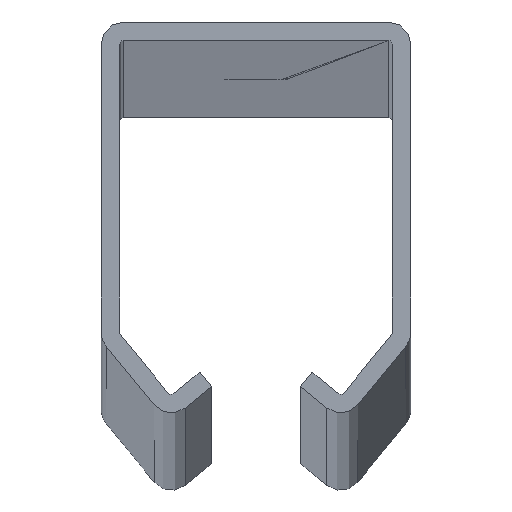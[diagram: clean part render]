
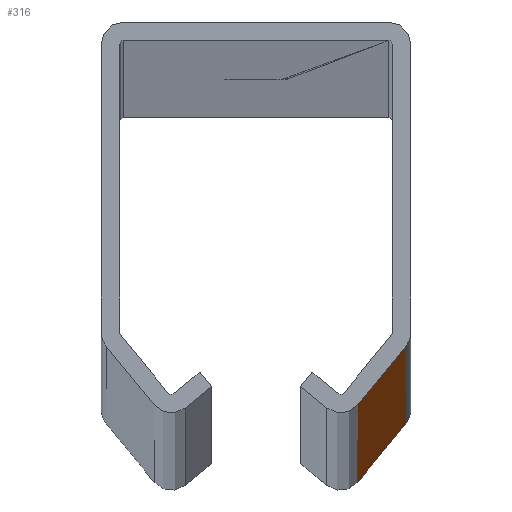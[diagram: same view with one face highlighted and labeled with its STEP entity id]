
A CAD part, top view. The second image highlights one B-rep face of the part: STEP entity #316.
In plain terms, the highlighted planar face has unit normal (0.775, -0.632, 0).
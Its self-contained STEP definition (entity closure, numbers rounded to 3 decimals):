
#218 = ORIENTED_EDGE ( 'NONE', *, *, #6679, .T. ) ;
#273 = DIRECTION ( 'NONE',  ( -0.775, 0.632, 0. ) ) ;
#316 = ADVANCED_FACE ( 'NONE', ( #897 ), #5158, .F. ) ;
#656 = VERTEX_POINT ( 'NONE', #2251 ) ;
#744 = CARTESIAN_POINT ( 'NONE',  ( 20.324, 9.069, -3000. ) ) ;
#890 = LINE ( 'NONE', #8164, #3939 ) ;
#897 = FACE_OUTER_BOUND ( 'NONE', #12037, .T. ) ;
#1069 = VERTEX_POINT ( 'NONE', #12490 ) ;
#1188 = VECTOR ( 'NONE', #11667, 1000. ) ;
#1801 = VERTEX_POINT ( 'NONE', #10820 ) ;
#1925 = EDGE_CURVE ( 'NONE', #656, #1801, #890, .T. ) ;
#2251 = CARTESIAN_POINT ( 'NONE',  ( 20.324, 9.069, 3000. ) ) ;
#2860 = LINE ( 'NONE', #6933, #10225 ) ;
#2940 = EDGE_CURVE ( 'NONE', #11026, #656, #8352, .T. ) ;
#3324 = DIRECTION ( 'NONE',  ( 0.632, 0.775, 0. ) ) ;
#3569 = CARTESIAN_POINT ( 'NONE',  ( 13.824, 1.103, 3000. ) ) ;
#3775 = EDGE_CURVE ( 'NONE', #11026, #1069, #2860, .T. ) ;
#3939 = VECTOR ( 'NONE', #4187, 1000. ) ;
#4154 = ORIENTED_EDGE ( 'NONE', *, *, #1925, .F. ) ;
#4187 = DIRECTION ( 'NONE',  ( 0., 0., -1. ) ) ;
#4774 = CARTESIAN_POINT ( 'NONE',  ( 20.324, 9.069, 3000. ) ) ;
#5158 = PLANE ( 'NONE',  #7951 ) ;
#6679 = EDGE_CURVE ( 'NONE', #1069, #1801, #7959, .T. ) ;
#6933 = CARTESIAN_POINT ( 'NONE',  ( 13.824, 1.103, 3000. ) ) ;
#7120 = DIRECTION ( 'NONE',  ( -0.632, -0.775, 0. ) ) ;
#7484 = VECTOR ( 'NONE', #3324, 1000. ) ;
#7951 = AXIS2_PLACEMENT_3D ( 'NONE', #8108, #273, #7120 ) ;
#7959 = LINE ( 'NONE', #744, #7484 ) ;
#8108 = CARTESIAN_POINT ( 'NONE',  ( 20.324, 9.069, 3000. ) ) ;
#8164 = CARTESIAN_POINT ( 'NONE',  ( 20.324, 9.069, 3000. ) ) ;
#8165 = ORIENTED_EDGE ( 'NONE', *, *, #2940, .F. ) ;
#8352 = LINE ( 'NONE', #4774, #1188 ) ;
#10225 = VECTOR ( 'NONE', #10299, 1000. ) ;
#10299 = DIRECTION ( 'NONE',  ( 0., 0., -1. ) ) ;
#10820 = CARTESIAN_POINT ( 'NONE',  ( 20.324, 9.069, -3000. ) ) ;
#11026 = VERTEX_POINT ( 'NONE', #3569 ) ;
#11667 = DIRECTION ( 'NONE',  ( 0.632, 0.775, 0. ) ) ;
#12037 = EDGE_LOOP ( 'NONE', ( #218, #4154, #8165, #12633 ) ) ;
#12490 = CARTESIAN_POINT ( 'NONE',  ( 13.824, 1.103, -3000. ) ) ;
#12633 = ORIENTED_EDGE ( 'NONE', *, *, #3775, .T. ) ;
